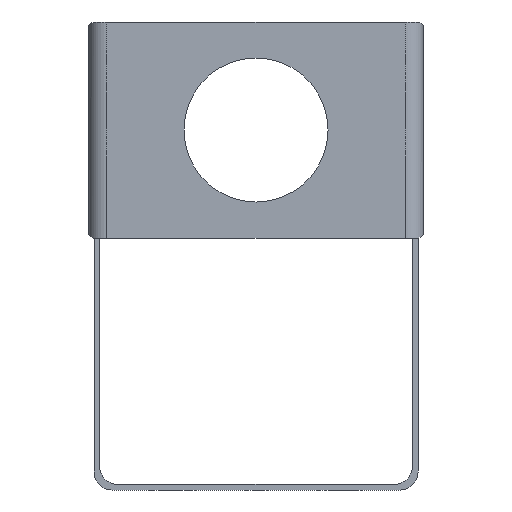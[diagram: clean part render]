
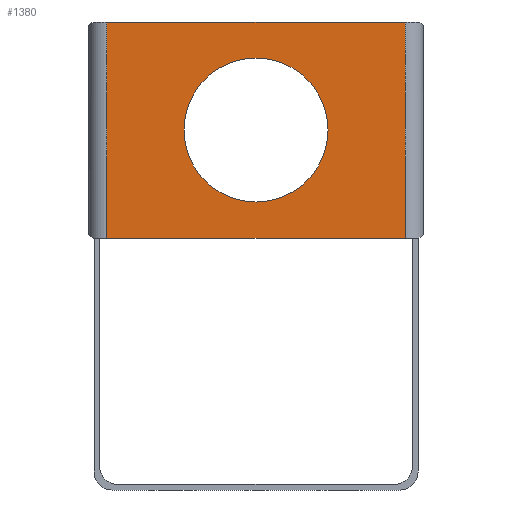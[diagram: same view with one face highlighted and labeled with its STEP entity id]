
A CAD part, front view. The second image highlights one B-rep face of the part: STEP entity #1380.
In plain terms, the highlighted planar face has unit normal (0, -1, 0).
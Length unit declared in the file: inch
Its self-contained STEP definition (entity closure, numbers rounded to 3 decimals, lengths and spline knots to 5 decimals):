
#28 = CARTESIAN_POINT ( 'NONE',  ( 0., 0., -1.5 ) ) ;
#45 = EDGE_LOOP ( 'NONE', ( #1883, #1924, #1572, #845 ) ) ;
#52 = ORIENTED_EDGE ( 'NONE', *, *, #717, .T. ) ;
#163 = LINE ( 'NONE', #28, #223 ) ;
#203 = LINE ( 'NONE', #1682, #1246 ) ;
#214 = EDGE_LOOP ( 'NONE', ( #217, #52 ) ) ;
#217 = ORIENTED_EDGE ( 'NONE', *, *, #1714, .T. ) ;
#223 = VECTOR ( 'NONE', #786, 39.37008 ) ;
#251 = CIRCLE ( 'NONE', #1588, 1. ) ;
#280 = CARTESIAN_POINT ( 'NONE',  ( 2.075, 0., 1.5 ) ) ;
#286 = CARTESIAN_POINT ( 'NONE',  ( 0., 0., 0. ) ) ;
#292 = CARTESIAN_POINT ( 'NONE',  ( 2.075, 0., -1.5 ) ) ;
#317 = AXIS2_PLACEMENT_3D ( 'NONE', #286, #1775, #419 ) ;
#318 = CARTESIAN_POINT ( 'NONE',  ( -2.075, 0., 1.5 ) ) ;
#379 = VERTEX_POINT ( 'NONE', #386 ) ;
#386 = CARTESIAN_POINT ( 'NONE',  ( -2.075, 0., -1.5 ) ) ;
#411 = VERTEX_POINT ( 'NONE', #1697 ) ;
#415 = EDGE_CURVE ( 'NONE', #466, #486, #203, .T. ) ;
#419 = DIRECTION ( 'NONE',  ( 0., 0., 1. ) ) ;
#466 = VERTEX_POINT ( 'NONE', #292 ) ;
#486 = VERTEX_POINT ( 'NONE', #280 ) ;
#493 = CARTESIAN_POINT ( 'NONE',  ( 0., 0., 1. ) ) ;
#497 = LINE ( 'NONE', #1544, #936 ) ;
#507 = EDGE_CURVE ( 'NONE', #1633, #379, #1148, .T. ) ;
#541 = DIRECTION ( 'NONE',  ( 0., 0., -1. ) ) ;
#619 = EDGE_CURVE ( 'NONE', #379, #466, #163, .T. ) ;
#674 = PLANE ( 'NONE',  #1692 ) ;
#675 = DIRECTION ( 'NONE',  ( 0., 0., 1. ) ) ;
#717 = EDGE_CURVE ( 'NONE', #411, #1580, #1373, .T. ) ;
#786 = DIRECTION ( 'NONE',  ( 1., 0., 0. ) ) ;
#824 = DIRECTION ( 'NONE',  ( 0., 0., 1. ) ) ;
#840 = DIRECTION ( 'NONE',  ( 0., 0., -1. ) ) ;
#845 = ORIENTED_EDGE ( 'NONE', *, *, #507, .T. ) ;
#930 = VECTOR ( 'NONE', #840, 39.37008 ) ;
#936 = VECTOR ( 'NONE', #1419, 39.37008 ) ;
#990 = FACE_BOUND ( 'NONE', #214, .T. ) ;
#1148 = LINE ( 'NONE', #1595, #930 ) ;
#1246 = VECTOR ( 'NONE', #675, 39.37008 ) ;
#1273 = CARTESIAN_POINT ( 'NONE',  ( 0., 0., 0. ) ) ;
#1301 = EDGE_CURVE ( 'NONE', #486, #1633, #497, .T. ) ;
#1373 = CIRCLE ( 'NONE', #317, 1. ) ;
#1380 = ADVANCED_FACE ( 'NONE', ( #1428, #990 ), #674, .T. ) ;
#1419 = DIRECTION ( 'NONE',  ( -1., 0., 0. ) ) ;
#1428 = FACE_OUTER_BOUND ( 'NONE', #45, .T. ) ;
#1433 = DIRECTION ( 'NONE',  ( 0., 1., 0. ) ) ;
#1544 = CARTESIAN_POINT ( 'NONE',  ( 0., 0., 1.5 ) ) ;
#1572 = ORIENTED_EDGE ( 'NONE', *, *, #1301, .T. ) ;
#1580 = VERTEX_POINT ( 'NONE', #493 ) ;
#1588 = AXIS2_PLACEMENT_3D ( 'NONE', #1854, #1433, #824 ) ;
#1595 = CARTESIAN_POINT ( 'NONE',  ( -2.075, 0., 0. ) ) ;
#1633 = VERTEX_POINT ( 'NONE', #318 ) ;
#1682 = CARTESIAN_POINT ( 'NONE',  ( 2.075, 0., 0. ) ) ;
#1692 = AXIS2_PLACEMENT_3D ( 'NONE', #1273, #1884, #541 ) ;
#1697 = CARTESIAN_POINT ( 'NONE',  ( 0., 0., -1. ) ) ;
#1714 = EDGE_CURVE ( 'NONE', #1580, #411, #251, .T. ) ;
#1775 = DIRECTION ( 'NONE',  ( 0., 1., 0. ) ) ;
#1854 = CARTESIAN_POINT ( 'NONE',  ( 0., 0., 0. ) ) ;
#1883 = ORIENTED_EDGE ( 'NONE', *, *, #619, .T. ) ;
#1884 = DIRECTION ( 'NONE',  ( 0., -1., 0. ) ) ;
#1924 = ORIENTED_EDGE ( 'NONE', *, *, #415, .T. ) ;
